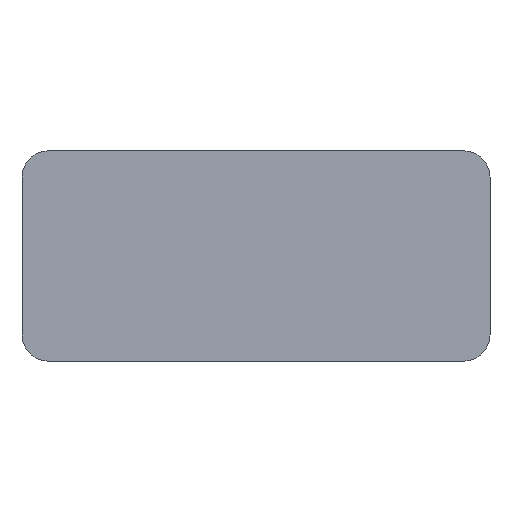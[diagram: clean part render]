
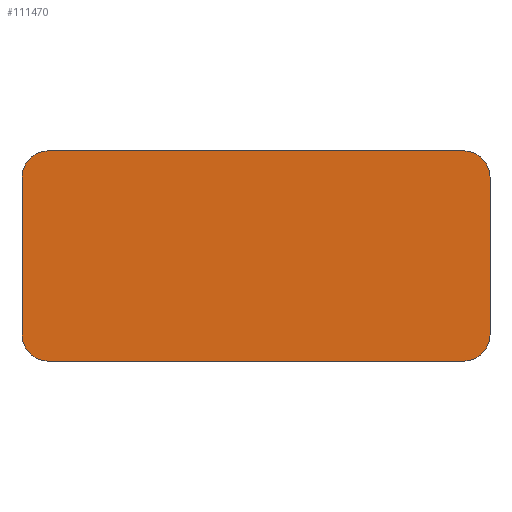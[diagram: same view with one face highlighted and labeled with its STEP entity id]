
A CAD part, left-side view. The second image highlights one B-rep face of the part: STEP entity #111470.
In plain terms, the highlighted planar face has unit normal (-1, 0, 0).
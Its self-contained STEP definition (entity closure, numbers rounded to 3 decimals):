
#110550=CARTESIAN_POINT('',(-2.,3.95,-1.5));
#110560=DIRECTION('',(1.,-0.,-0.));
#110570=DIRECTION('',(0.,1.,0.));
#110580=AXIS2_PLACEMENT_3D('',#110550,#110560,#110570);
#110590=CIRCLE('',#110580,0.5);
#110600=CARTESIAN_POINT('',(-2.,3.95,-2.));
#110610=VERTEX_POINT('',#110600);
#110620=CARTESIAN_POINT('',(-2.,4.45,-1.5));
#110630=VERTEX_POINT('',#110620);
#110640=EDGE_CURVE('',#110610,#110630,#110590,.T.);
#110820=CARTESIAN_POINT('',(-2.,4.628,2.08));
#110830=DIRECTION('',(1.,0.,0.));
#110840=DIRECTION('',(0.,-1.,0.));
#110850=AXIS2_PLACEMENT_3D('',#110820,#110830,#110840);
#110860=PLANE('',#110850);
#110870=ORIENTED_EDGE('',*,*,#110640,.F.);
#110880=CARTESIAN_POINT('',(-2.,4.45,0.));
#110890=DIRECTION('',(-0.,0.,-1.));
#110900=VECTOR('',#110890,1.);
#110910=LINE('',#110880,#110900);
#110920=CARTESIAN_POINT('',(-2.,4.45,1.5));
#110930=VERTEX_POINT('',#110920);
#110940=EDGE_CURVE('',#110930,#110630,#110910,.T.);
#110950=ORIENTED_EDGE('',*,*,#110940,.T.);
#110960=CARTESIAN_POINT('',(-2.,3.95,1.5));
#110970=DIRECTION('',(1.,-0.,-0.));
#110980=DIRECTION('',(0.,1.,0.));
#110990=AXIS2_PLACEMENT_3D('',#110960,#110970,#110980);
#111000=CIRCLE('',#110990,0.5);
#111010=CARTESIAN_POINT('',(-2.,3.95,2.));
#111020=VERTEX_POINT('',#111010);
#111030=EDGE_CURVE('',#110930,#111020,#111000,.T.);
#111040=ORIENTED_EDGE('',*,*,#111030,.F.);
#111050=CARTESIAN_POINT('',(-2.,0.,2.));
#111060=DIRECTION('',(-0.,1.,-0.));
#111070=VECTOR('',#111060,1.);
#111080=LINE('',#111050,#111070);
#111090=CARTESIAN_POINT('',(-2.,-3.95,2.));
#111100=VERTEX_POINT('',#111090);
#111110=EDGE_CURVE('',#111100,#111020,#111080,.T.);
#111120=ORIENTED_EDGE('',*,*,#111110,.T.);
#111130=CARTESIAN_POINT('',(-2.,-3.95,1.5));
#111140=DIRECTION('',(1.,-0.,-0.));
#111150=DIRECTION('',(0.,1.,0.));
#111160=AXIS2_PLACEMENT_3D('',#111130,#111140,#111150);
#111170=CIRCLE('',#111160,0.5);
#111180=CARTESIAN_POINT('',(-2.,-4.45,1.5));
#111190=VERTEX_POINT('',#111180);
#111200=EDGE_CURVE('',#111100,#111190,#111170,.T.);
#111210=ORIENTED_EDGE('',*,*,#111200,.F.);
#111220=CARTESIAN_POINT('',(-2.,-4.45,0.));
#111230=DIRECTION('',(0.,-0.,1.));
#111240=VECTOR('',#111230,1.);
#111250=LINE('',#111220,#111240);
#111260=CARTESIAN_POINT('',(-2.,-4.45,-1.5));
#111270=VERTEX_POINT('',#111260);
#111280=EDGE_CURVE('',#111270,#111190,#111250,.T.);
#111290=ORIENTED_EDGE('',*,*,#111280,.T.);
#111300=CARTESIAN_POINT('',(-2.,-3.95,-1.5));
#111310=DIRECTION('',(1.,-0.,-0.));
#111320=DIRECTION('',(0.,1.,0.));
#111330=AXIS2_PLACEMENT_3D('',#111300,#111310,#111320);
#111340=CIRCLE('',#111330,0.5);
#111350=CARTESIAN_POINT('',(-2.,-3.95,-2.));
#111360=VERTEX_POINT('',#111350);
#111370=EDGE_CURVE('',#111270,#111360,#111340,.T.);
#111380=ORIENTED_EDGE('',*,*,#111370,.F.);
#111390=CARTESIAN_POINT('',(-2.,0.,-2.));
#111400=DIRECTION('',(0.,-1.,0.));
#111410=VECTOR('',#111400,1.);
#111420=LINE('',#111390,#111410);
#111430=EDGE_CURVE('',#110610,#111360,#111420,.T.);
#111440=ORIENTED_EDGE('',*,*,#111430,.T.);
#111450=EDGE_LOOP('',(#111440,#111380,#111290,#111210,#111120,#111040,
#110950,#110870));
#111460=FACE_OUTER_BOUND('',#111450,.T.);
#111470=ADVANCED_FACE('',(#111460),#110860,.F.);
